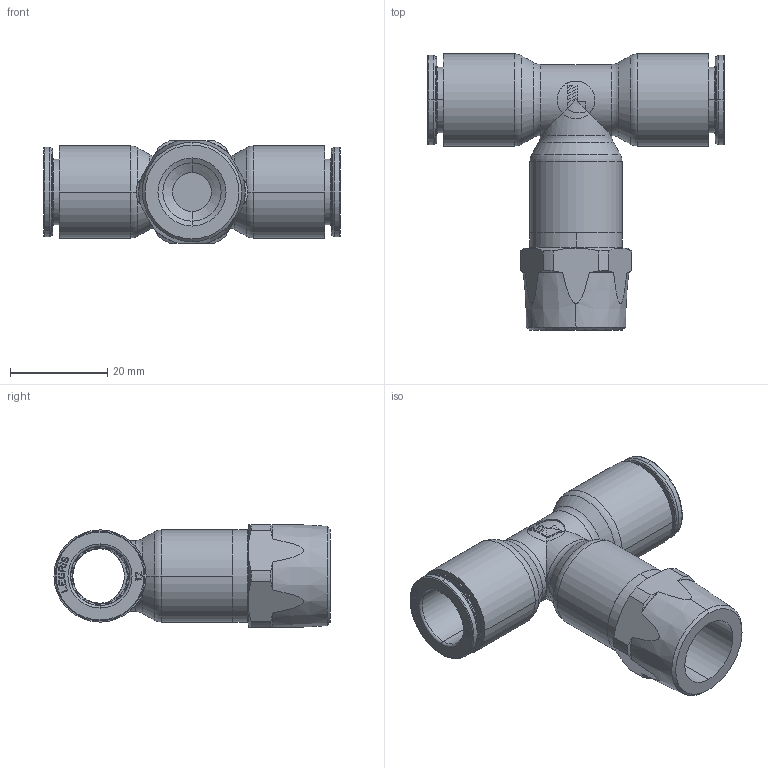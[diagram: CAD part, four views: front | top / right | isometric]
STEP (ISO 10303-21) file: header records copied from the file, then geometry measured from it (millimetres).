
FILE_DESCRIPTION(('STEP AP214'),'1');
FILE_NAME('6808_12_21.stp','2016-07-07T14:42:56',('TraceParts'),('TraceParts S.A.'),'Spatial InterOp 3D',' ',' ');
FILE_SCHEMA(('automotive_design'));
Length unit declared in the file: millimetre
Products named in the file (13): 6808 12 21|44112-19_ASM_1198#44112-19_ASM|44112-21_ASM_1196#44112-21_ASM|44112-32_1193#44112-32;Solide1; 6808 12 21|44112-19_ASM_1198#44112-19_ASM|44112-21_ASM_1196#44112-21_ASM|44112-30_1194#44112-30;Solide1; 6808 12 21|44112-19_ASM_1198#44112-19_ASM|44112-21_ASM_1196#44112-21_ASM|44112_1195#44112;Solide1; 6808 12 21|44112-19_ASM_1198#44112-19_ASM|44112-40_1197#44112-40;Solide1; 6808 12 21|44112-19_ASM_1201#44112-19_ASM|44112-21_ASM_1196#44112-21_ASM|44112-32_1193#44112-32;Solide1; 6808 12 21|44112-19_ASM_1201#44112-19_ASM|44112-21_ASM_1196#44112-21_ASM|44112-30_1194#44112-30;Solide1; 6808 12 21|44112-19_ASM_1201#44112-19_ASM|44112-21_ASM_1196#44112-21_ASM|44112_1195#44112;Solide1; 6808 12 21|44112-19_ASM_1201#44112-19_ASM|44112-40_1197#44112-40;Solide1; 6808 12 21|44522-04_1192#44522-04;Solide1; 6808 12 21|44320-40-69_1199#44320-40-69;Solide1; 6808 12 21|44112-11-10-ASM_1200#44112-11-10-ASM;Solide1; 6808 12 21|44112-11-10-ASM_1202#44112-11-10-ASM;Solide1; 6808 12 21|44112-11-10-ASM_1203#44112-11-10-ASM;Solide1
Bounding box: 61.32 x 56.84 x 21 mm (x, y, z)
Volume: 14637.4 mm3; surface area: 19376.1 mm2
Topology: 13 solids, 13 shells, 1370 faces, 3463 edges, 2160 vertices
Faces by surface type: plane 484, cylinder 262, torus 224, cone 216, bspline 180, sphere 4
Entity records: 64632 total; most frequent: CARTESIAN_POINT 20369, DIRECTION 7025, ORIENTED_EDGE 6918, EDGE_CURVE 3459, AXIS2_PLACEMENT_3D 2637, VERTEX_POINT 2160, LINE 1751, VECTOR 1751
